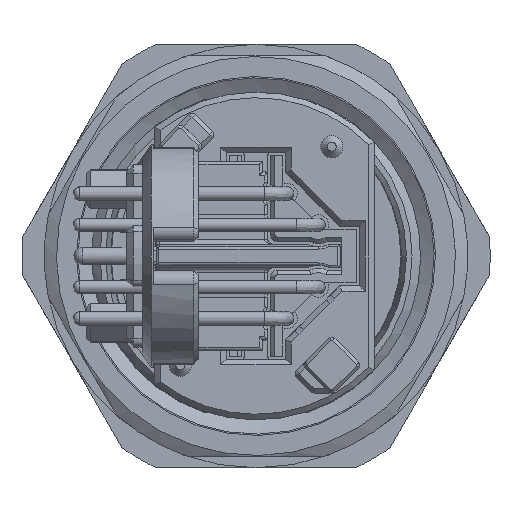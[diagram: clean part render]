
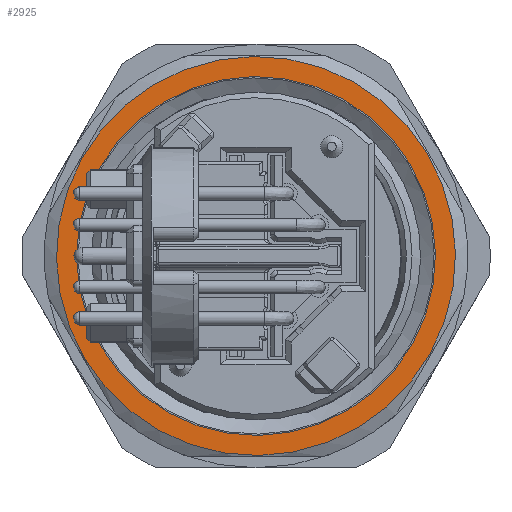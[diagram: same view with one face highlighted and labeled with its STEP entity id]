
A CAD part, left-side view. The second image highlights one B-rep face of the part: STEP entity #2925.
In plain terms, the highlighted planar face has unit normal (-1, 0, 0).
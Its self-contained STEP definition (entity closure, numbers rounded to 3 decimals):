
#652=FACE_BOUND('',#5311,.T.);
#653=FACE_BOUND('',#5312,.T.);
#2049=CIRCLE('',#18352,8.05);
#2080=CIRCLE('',#18406,8.95);
#2925=ADVANCED_FACE('',(#652,#653),#3643,.T.);
#3643=PLANE('',#18408);
#5311=EDGE_LOOP('',(#8750));
#5312=EDGE_LOOP('',(#8751));
#8750=ORIENTED_EDGE('',*,*,#13812,.F.);
#8751=ORIENTED_EDGE('',*,*,#13879,.F.);
#11750=VERTEX_POINT('',#28404);
#11800=VERTEX_POINT('',#28586);
#13812=EDGE_CURVE('',#11750,#11750,#2049,.T.);
#13879=EDGE_CURVE('',#11800,#11800,#2080,.T.);
#18352=AXIS2_PLACEMENT_3D('',#28403,#21698,#21699);
#18406=AXIS2_PLACEMENT_3D('',#28585,#21824,#21825);
#18408=AXIS2_PLACEMENT_3D('',#28588,#21828,#21829);
#21698=DIRECTION('',(-1.,0.,0.));
#21699=DIRECTION('',(0.,-0.944,-0.329));
#21824=DIRECTION('',(1.,0.,0.));
#21825=DIRECTION('',(0.,-0.944,-0.329));
#21828=DIRECTION('',(-1.,0.,0.));
#21829=DIRECTION('',(0.,-0.944,-0.329));
#28403=CARTESIAN_POINT('',(-9.3,0.,0.));
#28404=CARTESIAN_POINT('',(-9.3,-7.603,-2.646));
#28585=CARTESIAN_POINT('',(-9.3,0.,0.));
#28586=CARTESIAN_POINT('',(-9.3,-8.453,-2.942));
#28588=CARTESIAN_POINT('',(-9.3,12.501,-5.967));
